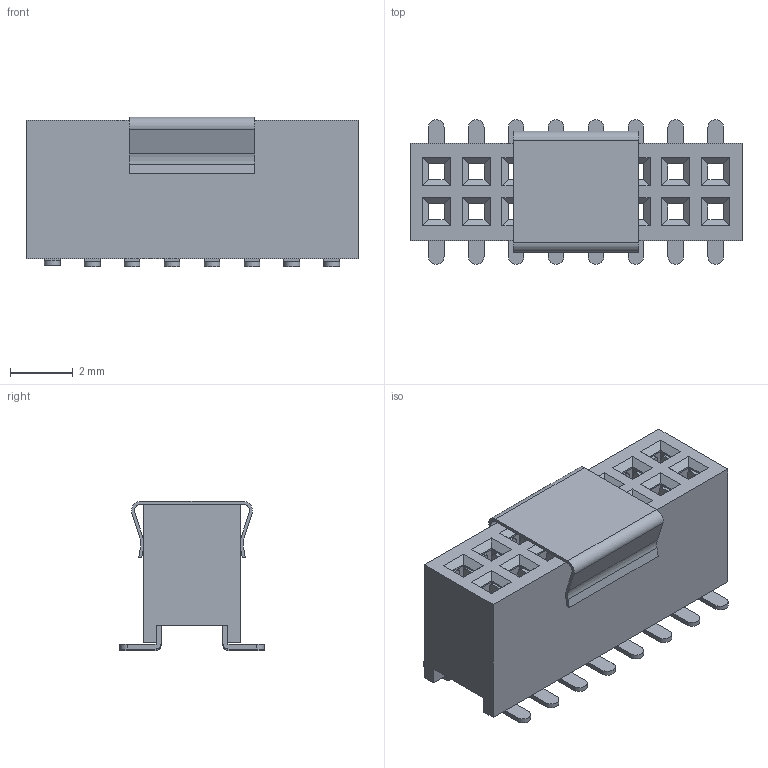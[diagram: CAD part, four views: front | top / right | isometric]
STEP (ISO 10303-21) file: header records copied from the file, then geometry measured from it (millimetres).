
FILE_DESCRIPTION(/* description */ ('Unknown'),/* implementation_level */ '2;1');
FILE_NAME(/* name */ '62331621021',/* time_stamp */ '2023-03-02T09:24:22+01:00',/* author */ ('Unknown'),/* organization */ ('Unknown'),/* preprocessor_version */ 'ST-DEVELOPER v16.7',/* originating_system */ 'Solid Edge',/* authorisation */ 'Unknown');
FILE_SCHEMA (('CONFIG_CONTROL_DESIGN'));
Length unit declared in the file: millimetre
Products named in the file (4): 6233xx21021; 623x1621021_Housing; 623xxx21021_Pin; 6233xx21021_Cap
Assembly tree (18 placements, depth 2):
  6233xx21021
    623x1621021_Housing
    623xxx21021_Pin  x16
    6233xx21021_Cap
Bounding box: 10.56 x 4.6 x 4.75 mm (x, y, z)
Volume: 92.8 mm3; surface area: 784.1 mm2
Topology: 18 solids, 18 shells, 1216 faces, 3284 edges, 2104 vertices
Faces by surface type: plane 744, cylinder 440, bspline 32
Entity records: 8993 total; most frequent: CARTESIAN_POINT 1591, ORIENTED_EDGE 1528, DIRECTION 1432, EDGE_CURVE 764, LINE 686, VECTOR 686, VERTEX_POINT 484, AXIS2_PLACEMENT_3D 373
